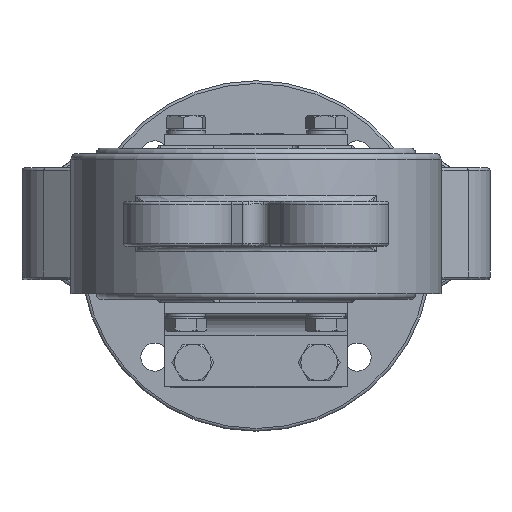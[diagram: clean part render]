
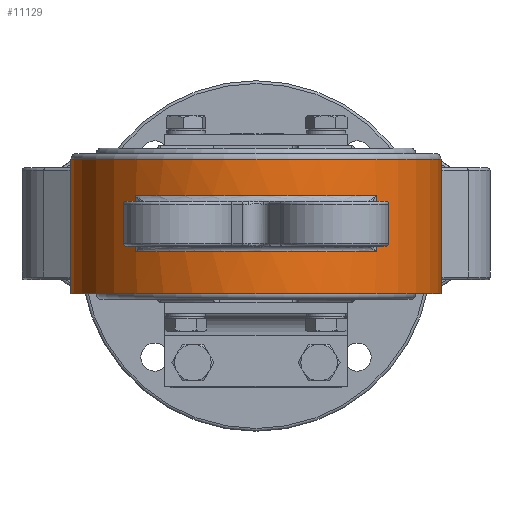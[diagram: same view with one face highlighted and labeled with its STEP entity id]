
A CAD part, front view. The second image highlights one B-rep face of the part: STEP entity #11129.
In plain terms, the highlighted cylindrical face has radius 66 mm (diameter 132 mm), a full revolution.
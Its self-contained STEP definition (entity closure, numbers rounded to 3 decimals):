
#303=FACE_BOUND('',#1907,.T.);
#304=FACE_BOUND('',#1908,.T.);
#1210=FACE_OUTER_BOUND('',#1906,.T.);
#1906=EDGE_LOOP('',(#8237,#8238,#8239,#8240));
#1907=EDGE_LOOP('',(#8241,#8242,#8243,#8244));
#1908=EDGE_LOOP('',(#8245,#8246,#8247,#8248));
#2436=LINE('',#17343,#3128);
#2449=LINE('',#17697,#3141);
#2475=LINE('',#18062,#3167);
#2625=LINE('',#19629,#3317);
#2626=LINE('',#19635,#3318);
#3128=VECTOR('',#13521,10.);
#3141=VECTOR('',#13678,10.);
#3167=VECTOR('',#13888,10.);
#3317=VECTOR('',#14656,66.);
#3318=VECTOR('',#14667,10.);
#4134=CIRCLE('',#12387,66.);
#4135=CIRCLE('',#12388,66.);
#4136=CIRCLE('',#12389,66.);
#4137=CIRCLE('',#12390,66.);
#4138=CIRCLE('',#12391,66.);
#4139=CIRCLE('',#12392,66.);
#4499=VERTEX_POINT('',#17022);
#4540=VERTEX_POINT('',#17296);
#4544=VERTEX_POINT('',#17342);
#4578=VERTEX_POINT('',#17671);
#4606=VERTEX_POINT('',#17836);
#4629=VERTEX_POINT('',#18012);
#4637=VERTEX_POINT('',#18061);
#4656=VERTEX_POINT('',#18263);
#4882=VERTEX_POINT('',#19626);
#4883=VERTEX_POINT('',#19628);
#5581=EDGE_CURVE('',#4540,#4544,#2436,.T.);
#5648=EDGE_CURVE('',#4578,#4499,#2449,.T.);
#5736=EDGE_CURVE('',#4629,#4637,#2475,.T.);
#6116=EDGE_CURVE('',#4882,#4882,#4134,.T.);
#6117=EDGE_CURVE('',#4882,#4883,#2625,.T.);
#6118=EDGE_CURVE('',#4883,#4883,#4135,.T.);
#6119=EDGE_CURVE('',#4540,#4499,#4136,.T.);
#6120=EDGE_CURVE('',#4544,#4578,#4137,.T.);
#6121=EDGE_CURVE('',#4656,#4637,#4138,.T.);
#6122=EDGE_CURVE('',#4606,#4629,#4139,.T.);
#6123=EDGE_CURVE('',#4656,#4606,#2626,.T.);
#8237=ORIENTED_EDGE('',*,*,#6116,.F.);
#8238=ORIENTED_EDGE('',*,*,#6117,.T.);
#8239=ORIENTED_EDGE('',*,*,#6118,.F.);
#8240=ORIENTED_EDGE('',*,*,#6117,.F.);
#8241=ORIENTED_EDGE('',*,*,#6119,.T.);
#8242=ORIENTED_EDGE('',*,*,#5648,.F.);
#8243=ORIENTED_EDGE('',*,*,#6120,.F.);
#8244=ORIENTED_EDGE('',*,*,#5581,.F.);
#8245=ORIENTED_EDGE('',*,*,#6121,.T.);
#8246=ORIENTED_EDGE('',*,*,#5736,.F.);
#8247=ORIENTED_EDGE('',*,*,#6122,.F.);
#8248=ORIENTED_EDGE('',*,*,#6123,.F.);
#10216=CYLINDRICAL_SURFACE('',#12386,66.);
#11129=ADVANCED_FACE('',(#1210,#303,#304),#10216,.T.);
#12386=AXIS2_PLACEMENT_3D('',#19625,#14652,#14653);
#12387=AXIS2_PLACEMENT_3D('',#19627,#14654,#14655);
#12388=AXIS2_PLACEMENT_3D('',#19630,#14657,#14658);
#12389=AXIS2_PLACEMENT_3D('',#19631,#14659,#14660);
#12390=AXIS2_PLACEMENT_3D('',#19632,#14661,#14662);
#12391=AXIS2_PLACEMENT_3D('',#19633,#14663,#14664);
#12392=AXIS2_PLACEMENT_3D('',#19634,#14665,#14666);
#13521=DIRECTION('',(0.,0.,-1.));
#13678=DIRECTION('',(0.,0.,1.));
#13888=DIRECTION('',(0.,0.,1.));
#14652=DIRECTION('center_axis',(0.,0.,1.));
#14653=DIRECTION('ref_axis',(1.,0.,0.));
#14654=DIRECTION('center_axis',(0.,0.,1.));
#14655=DIRECTION('ref_axis',(0.941,-0.34,0.));
#14656=DIRECTION('',(0.,0.,-1.));
#14657=DIRECTION('center_axis',(0.,0.,-1.));
#14658=DIRECTION('ref_axis',(-1.,0.,0.));
#14659=DIRECTION('center_axis',(0.,0.,1.));
#14660=DIRECTION('ref_axis',(1.,0.,0.));
#14661=DIRECTION('center_axis',(0.,0.,1.));
#14662=DIRECTION('ref_axis',(1.,0.,0.));
#14663=DIRECTION('center_axis',(0.,0.,1.));
#14664=DIRECTION('ref_axis',(1.,0.,0.));
#14665=DIRECTION('center_axis',(0.,0.,1.));
#14666=DIRECTION('ref_axis',(1.,0.,0.));
#14667=DIRECTION('',(0.,0.,-1.));
#17022=CARTESIAN_POINT('',(-63.155,19.168,22.));
#17296=CARTESIAN_POINT('',(63.155,19.168,22.));
#17342=CARTESIAN_POINT('',(63.155,19.168,-22.));
#17343=CARTESIAN_POINT('',(63.155,19.168,0.));
#17671=CARTESIAN_POINT('',(-63.155,19.168,-22.));
#17697=CARTESIAN_POINT('',(-63.155,19.168,0.));
#17836=CARTESIAN_POINT('',(-42.966,-50.099,-10.));
#18012=CARTESIAN_POINT('',(42.966,-50.099,-10.));
#18061=CARTESIAN_POINT('',(42.966,-50.099,10.));
#18062=CARTESIAN_POINT('',(42.966,-50.099,0.));
#18263=CARTESIAN_POINT('',(-42.966,-50.099,10.));
#19625=CARTESIAN_POINT('Origin',(0.,0.,0.));
#19626=CARTESIAN_POINT('',(-66.,0.,23.));
#19627=CARTESIAN_POINT('Origin',(0.,0.,23.));
#19628=CARTESIAN_POINT('',(-66.,0.,-25.));
#19629=CARTESIAN_POINT('',(-66.,0.,0.));
#19630=CARTESIAN_POINT('Origin',(0.,0.,-25.));
#19631=CARTESIAN_POINT('Origin',(0.,0.,22.));
#19632=CARTESIAN_POINT('Origin',(0.,0.,-22.));
#19633=CARTESIAN_POINT('Origin',(0.,0.,10.));
#19634=CARTESIAN_POINT('Origin',(0.,0.,-10.));
#19635=CARTESIAN_POINT('',(-42.966,-50.099,0.));
